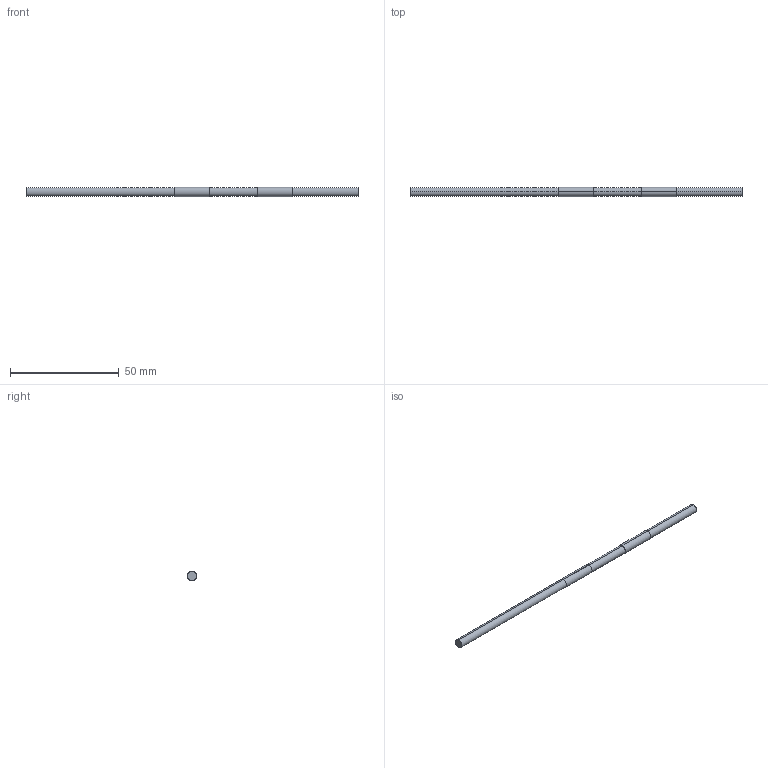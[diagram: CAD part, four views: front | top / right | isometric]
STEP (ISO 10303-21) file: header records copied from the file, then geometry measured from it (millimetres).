
FILE_DESCRIPTION (( 'STEP AP214' ), '1' );
FILE_NAME ('TFT-402-LC_3D.STEP', '2021-09-29T16:45:56', ( '' ), ( '' ), 'SwSTEP 2.0', 'SolidWorks 2021', '' );
FILE_SCHEMA (( 'AUTOMOTIVE_DESIGN' ));
Length unit declared in the file: inch
Products named in the file (1): TFT-402-LC_3D
Bounding box: 152.4 x 4.32 x 4.32 mm (x, y, z)
Volume: 2460.4 mm3; surface area: 2478.2 mm2
Topology: 3 solids, 3 shells, 12 faces, 18 edges, 12 vertices
Faces by surface type: cylinder 6, plane 6
Entity records: 440 total; most frequent: DIRECTION 56, CARTESIAN_POINT 43, ORIENTED_EDGE 36, AXIS2_PLACEMENT_3D 25, EDGE_CURVE 18, DIMENSIONAL_EXPONENTS 13, LENGTH_MEASURE_WITH_UNIT 13, UNCERTAINTY_MEASURE_WITH_UNIT 13
